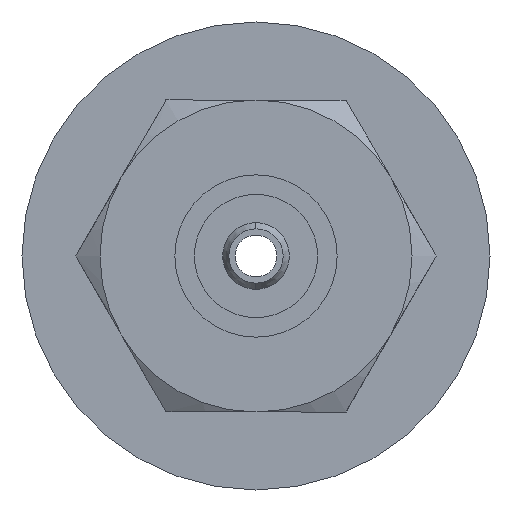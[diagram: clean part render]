
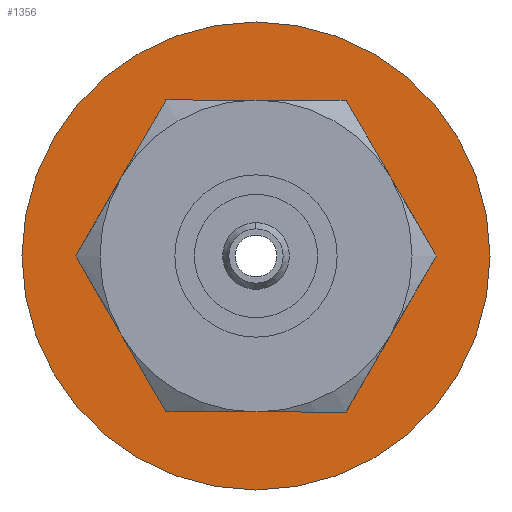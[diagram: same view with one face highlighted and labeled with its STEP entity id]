
A CAD part, left-side view. The second image highlights one B-rep face of the part: STEP entity #1356.
In plain terms, the highlighted planar face has unit normal (-1, 0, 0).
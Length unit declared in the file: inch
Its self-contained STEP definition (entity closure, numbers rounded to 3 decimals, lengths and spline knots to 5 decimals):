
#156 = CIRCLE ( 'NONE', #11180, 0.0975 ) ;
#195 = DIRECTION ( 'NONE',  ( -1., 0., 0. ) ) ;
#605 = EDGE_LOOP ( 'NONE', ( #8500, #3148 ) ) ;
#800 = CARTESIAN_POINT ( 'NONE',  ( 0.129, 0., -0.1875 ) ) ;
#937 = DIRECTION ( 'NONE',  ( 0., 0., 1. ) ) ;
#1356 = ADVANCED_FACE ( 'NONE', ( #1376, #1501 ), #9286, .F. ) ;
#1371 = CIRCLE ( 'NONE', #7666, 0.1875 ) ;
#1376 = FACE_BOUND ( 'NONE', #605, .T. ) ;
#1501 = FACE_OUTER_BOUND ( 'NONE', #3777, .T. ) ;
#1555 = DIRECTION ( 'NONE',  ( 1., 0., 0. ) ) ;
#1661 = CARTESIAN_POINT ( 'NONE',  ( 0.129, 0., 0.0975 ) ) ;
#1674 = DIRECTION ( 'NONE',  ( 0., 0., 1. ) ) ;
#2122 = EDGE_CURVE ( 'NONE', #4682, #3334, #1371, .T. ) ;
#2179 = AXIS2_PLACEMENT_3D ( 'NONE', #8104, #195, #4195 ) ;
#3148 = ORIENTED_EDGE ( 'NONE', *, *, #3829, .F. ) ;
#3232 = DIRECTION ( 'NONE',  ( 0., 0., 1. ) ) ;
#3334 = VERTEX_POINT ( 'NONE', #800 ) ;
#3478 = DIRECTION ( 'NONE',  ( -1., 0., 0. ) ) ;
#3777 = EDGE_LOOP ( 'NONE', ( #11013, #7039 ) ) ;
#3829 = EDGE_CURVE ( 'NONE', #7297, #4717, #156, .T. ) ;
#4195 = DIRECTION ( 'NONE',  ( 0., 0., 1. ) ) ;
#4534 = CARTESIAN_POINT ( 'NONE',  ( 0.129, 0., 0. ) ) ;
#4626 = CIRCLE ( 'NONE', #8919, 0.1875 ) ;
#4682 = VERTEX_POINT ( 'NONE', #12140 ) ;
#4717 = VERTEX_POINT ( 'NONE', #1661 ) ;
#5003 = EDGE_CURVE ( 'NONE', #4717, #7297, #6253, .T. ) ;
#6253 = CIRCLE ( 'NONE', #2179, 0.0975 ) ;
#7039 = ORIENTED_EDGE ( 'NONE', *, *, #12562, .T. ) ;
#7297 = VERTEX_POINT ( 'NONE', #8315 ) ;
#7351 = DIRECTION ( 'NONE',  ( -1., 0., 0. ) ) ;
#7666 = AXIS2_PLACEMENT_3D ( 'NONE', #10319, #3478, #3232 ) ;
#8104 = CARTESIAN_POINT ( 'NONE',  ( 0.129, 0., 0. ) ) ;
#8315 = CARTESIAN_POINT ( 'NONE',  ( 0.129, 0., -0.0975 ) ) ;
#8500 = ORIENTED_EDGE ( 'NONE', *, *, #5003, .F. ) ;
#8919 = AXIS2_PLACEMENT_3D ( 'NONE', #10640, #9691, #937 ) ;
#9286 = PLANE ( 'NONE',  #10133 ) ;
#9348 = DIRECTION ( 'NONE',  ( 0., 0., -1. ) ) ;
#9691 = DIRECTION ( 'NONE',  ( -1., 0., 0. ) ) ;
#10133 = AXIS2_PLACEMENT_3D ( 'NONE', #12279, #1555, #9348 ) ;
#10319 = CARTESIAN_POINT ( 'NONE',  ( 0.129, 0., 0. ) ) ;
#10640 = CARTESIAN_POINT ( 'NONE',  ( 0.129, 0., 0. ) ) ;
#11013 = ORIENTED_EDGE ( 'NONE', *, *, #2122, .T. ) ;
#11180 = AXIS2_PLACEMENT_3D ( 'NONE', #4534, #7351, #1674 ) ;
#12140 = CARTESIAN_POINT ( 'NONE',  ( 0.129, 0., 0.1875 ) ) ;
#12279 = CARTESIAN_POINT ( 'NONE',  ( 0.129, 0.1875, 0. ) ) ;
#12562 = EDGE_CURVE ( 'NONE', #3334, #4682, #4626, .T. ) ;
